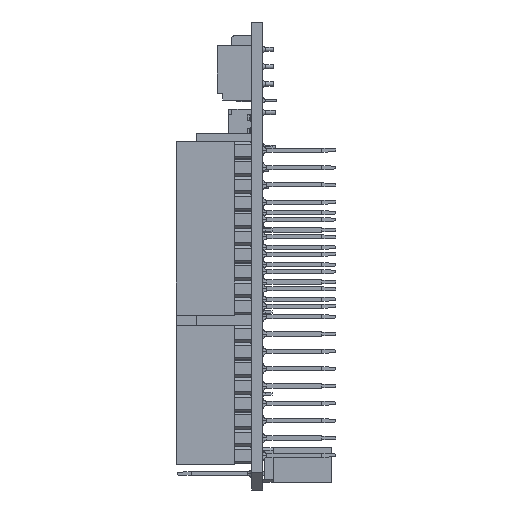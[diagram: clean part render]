
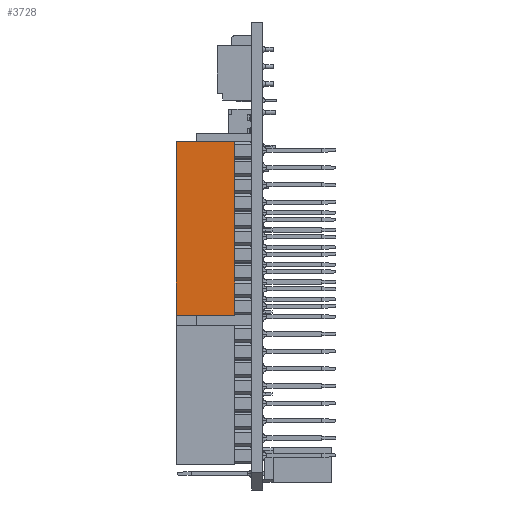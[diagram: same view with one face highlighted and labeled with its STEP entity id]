
A CAD part, left-side view. The second image highlights one B-rep face of the part: STEP entity #3728.
In plain terms, the highlighted face is planar.
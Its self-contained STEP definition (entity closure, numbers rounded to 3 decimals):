
#213 = ORIENTED_EDGE ( 'NONE', *, *, #17399, .T. ) ;
#318 = EDGE_CURVE ( 'NONE', #11022, #52194, #71212, .T. ) ;
#1866 = CARTESIAN_POINT ( 'NONE',  ( -1.3, 8.5, 1.3 ) ) ;
#3024 = VERTEX_POINT ( 'NONE', #4769 ) ;
#3182 = EDGE_CURVE ( 'NONE', #52194, #3024, #65801, .T. ) ;
#3243 = VECTOR ( 'NONE', #42524, 1000. ) ;
#3728 = ADVANCED_FACE ( 'NONE', ( #30356 ), #42382, .F. ) ;
#4769 = CARTESIAN_POINT ( 'NONE',  ( 24.16, 0., 1.3 ) ) ;
#4981 = CARTESIAN_POINT ( 'NONE',  ( -1.3, 0., 1.3 ) ) ;
#9317 = DIRECTION ( 'NONE',  ( 0., 0., -1. ) ) ;
#9367 = EDGE_LOOP ( 'NONE', ( #15926, #62804, #29975, #213 ) ) ;
#11022 = VERTEX_POINT ( 'NONE', #15131 ) ;
#12958 = EDGE_CURVE ( 'NONE', #11022, #33883, #23271, .T. ) ;
#14467 = CARTESIAN_POINT ( 'NONE',  ( -1.3, 8.5, 1.3 ) ) ;
#15131 = CARTESIAN_POINT ( 'NONE',  ( -1.3, 8.5, 1.3 ) ) ;
#15926 = ORIENTED_EDGE ( 'NONE', *, *, #3182, .F. ) ;
#17399 = EDGE_CURVE ( 'NONE', #33883, #3024, #41718, .T. ) ;
#20387 = CARTESIAN_POINT ( 'NONE',  ( -1.3, 8.5, 1.3 ) ) ;
#20553 = AXIS2_PLACEMENT_3D ( 'NONE', #14467, #9317, #52581 ) ;
#21118 = CARTESIAN_POINT ( 'NONE',  ( 24.16, 8.5, 1.3 ) ) ;
#23271 = LINE ( 'NONE', #1866, #27762 ) ;
#23762 = CARTESIAN_POINT ( 'NONE',  ( 24.16, 8.5, 1.3 ) ) ;
#23937 = VECTOR ( 'NONE', #54520, 1000. ) ;
#27762 = VECTOR ( 'NONE', #40676, 1000. ) ;
#29975 = ORIENTED_EDGE ( 'NONE', *, *, #12958, .T. ) ;
#30356 = FACE_OUTER_BOUND ( 'NONE', #9367, .T. ) ;
#33883 = VERTEX_POINT ( 'NONE', #4981 ) ;
#40676 = DIRECTION ( 'NONE',  ( 0., -1., 0. ) ) ;
#41718 = LINE ( 'NONE', #69675, #57291 ) ;
#42382 = PLANE ( 'NONE',  #20553 ) ;
#42524 = DIRECTION ( 'NONE',  ( 1., 0., 0. ) ) ;
#51558 = DIRECTION ( 'NONE',  ( 1., 0., 0. ) ) ;
#52194 = VERTEX_POINT ( 'NONE', #23762 ) ;
#52581 = DIRECTION ( 'NONE',  ( -1., 0., 0. ) ) ;
#54520 = DIRECTION ( 'NONE',  ( 0., -1., 0. ) ) ;
#57291 = VECTOR ( 'NONE', #51558, 1000. ) ;
#62804 = ORIENTED_EDGE ( 'NONE', *, *, #318, .F. ) ;
#65801 = LINE ( 'NONE', #21118, #23937 ) ;
#69675 = CARTESIAN_POINT ( 'NONE',  ( -1.3, 0., 1.3 ) ) ;
#71212 = LINE ( 'NONE', #20387, #3243 ) ;
